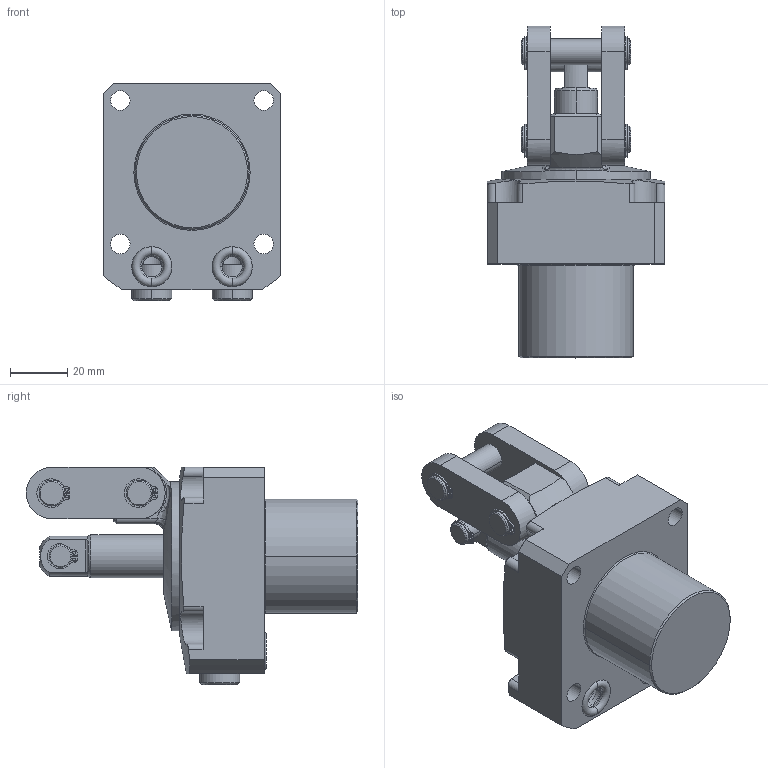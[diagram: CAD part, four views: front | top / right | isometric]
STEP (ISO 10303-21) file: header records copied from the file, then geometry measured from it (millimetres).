
FILE_DESCRIPTION((''),'2;1');
FILE_NAME('ILCMV41621800','2018-11-06T',('ngp'),(''),'PRO/ENGINEER BY PARAMETRIC TECHNOLOGY CORPORATION, 2013320','PRO/ENGINEER BY PARAMETRIC TECHNOLOGY CORPORATION, 2013320','');
FILE_SCHEMA(('AUTOMOTIVE_DESIGN { 1 0 10303 214 1 1 1 1 }'));
Length unit declared in the file: millimetre
Products named in the file (3): ILCMV41621800_BODY; ILCMV41621800_LUG; ILCMV41621800
Assembly tree (2 placements, depth 2):
  ILCMV41621800
    ILCMV41621800_BODY
    ILCMV41621800_LUG
Bounding box: 62 x 115.7 x 75.81 mm (x, y, z)
Volume: 192230.8 mm3; surface area: 41762.5 mm2
Topology: 4 solids, 8 shells, 401 faces, 1009 edges, 640 vertices
Faces by surface type: cylinder 173, plane 142, cone 51, torus 21, sphere 8, bspline 6
Entity records: 16033 total; most frequent: CARTESIAN_POINT 2939, DIRECTION 2195, ORIENTED_EDGE 1990, PRESENTATION_STYLE_ASSIGNMENT 1011, STYLED_ITEM 1011, CURVE_STYLE 1003, EDGE_CURVE 1003, AXIS2_PLACEMENT_3D 887
